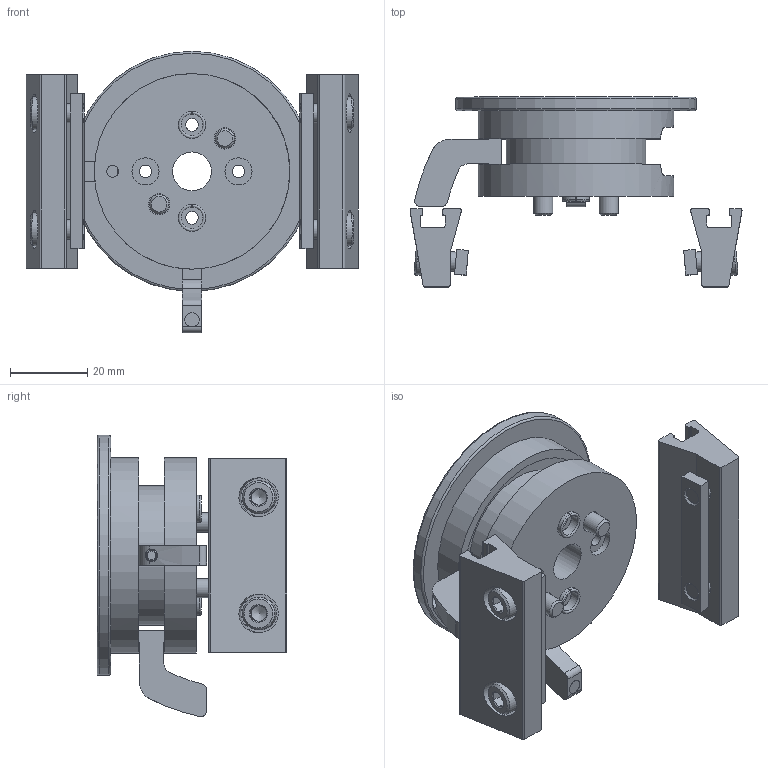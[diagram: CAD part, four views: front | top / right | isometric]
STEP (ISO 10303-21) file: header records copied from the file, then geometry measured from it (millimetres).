
FILE_DESCRIPTION(/* description */ ('STEP AP214'),/* implementation_level */ '2;1');
FILE_NAME(/* name */ '1580899_DASI-Q11-20-A-KT',/* time_stamp */ '2024-08-14T17:46:22+02:00',/* author */ ('License CC BY-ND 4.0'),/* organization */ ('CADENAS'),/* preprocessor_version */ 'ST-DEVELOPER v19.3',/* originating_system */ 'PARTsolutions',/* authorisation */ ' ');
FILE_SCHEMA (('AUTOMOTIVE_DESIGN {1 0 10303 214 3 1 1}'));
Length unit declared in the file: millimetre
Products named in the file (8): 1580899 DASI-Q11-20-A-KT---(0); 1468665 DRRD-20_p; DIN-912 - M5x25(F); 8146544 ZBH-7-B; 1568436 DASI-Q11-20/25-A-SL; 1581420 DASI-Q11-20-A-SR_p; DIN-912 - M5x8(F); 187388 ZVB-8-24---(Nutenstein)
Assembly tree (15 placements, depth 2):
  1580899 DASI-Q11-20-A-KT---(0)
    1468665 DRRD-20_p
    DIN-912 - M5x25(F)  x2
    8146544 ZBH-7-B  x2
    1568436 DASI-Q11-20/25-A-SL  x2
    1581420 DASI-Q11-20-A-SR_p  x2
    DIN-912 - M5x8(F)  x4
    187388 ZVB-8-24---(Nutenstein)  x2
Bounding box: 85.7 x 49 x 72.65 mm (x, y, z)
Volume: 60269.2 mm3; surface area: 30816.5 mm2
Topology: 15 solids, 15 shells, 388 faces, 851 edges, 518 vertices
Faces by surface type: plane 201, cylinder 99, cone 82, torus 6
Full cylindrical faces by diameter (mm): 3 x2, 3.2 x2, 3.242 x4, 3.7 x2, 4 x2, 4.134 x4, 5 x6, 5.5 x2, 6 x4, 7 x8, 8.5 x6, 9.5 x2, 10 x5, 36 x1, 50.5 x2, 62 x1
Entity records: 5558 total; most frequent: CARTESIAN_POINT 945, DIRECTION 920, ORIENTED_EDGE 726, AXIS2_PLACEMENT_3D 373, EDGE_CURVE 363, FACE_BOUND 298, EDGE_LOOP 296, VERTEX_POINT 261
